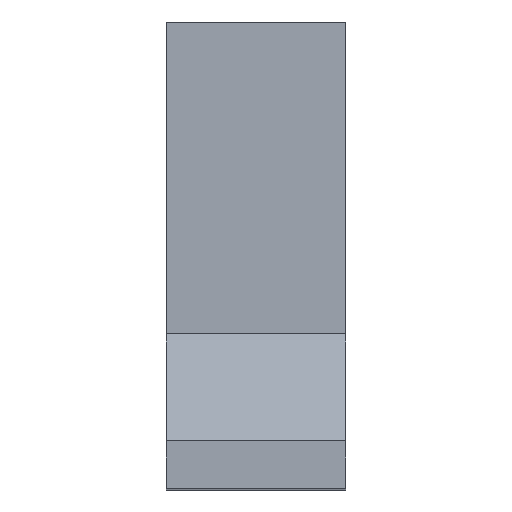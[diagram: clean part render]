
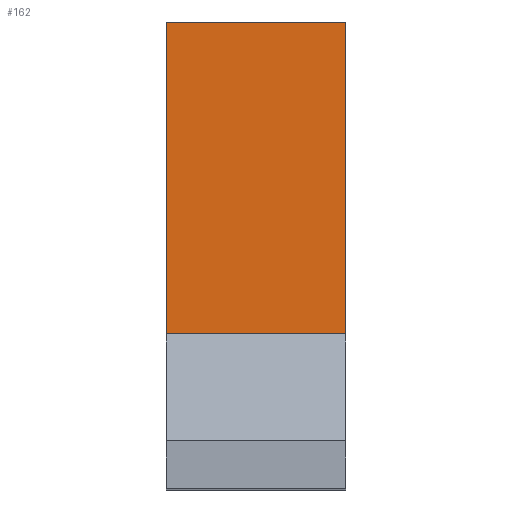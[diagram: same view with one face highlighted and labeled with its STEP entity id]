
A CAD part, top view. The second image highlights one B-rep face of the part: STEP entity #162.
In plain terms, the highlighted planar face has unit normal (0, 0, 1).
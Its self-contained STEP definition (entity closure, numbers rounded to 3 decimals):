
#16=FACE_OUTER_BOUND('',#25,.T.);
#25=EDGE_LOOP('',(#114,#115,#116,#117));
#34=LINE('',#240,#55);
#37=LINE('',#246,#58);
#38=LINE('',#248,#59);
#39=LINE('',#249,#60);
#55=VECTOR('',#198,10.);
#58=VECTOR('',#203,10.);
#59=VECTOR('',#204,10.);
#60=VECTOR('',#205,10.);
#76=VERTEX_POINT('',#237);
#77=VERTEX_POINT('',#239);
#79=VERTEX_POINT('',#245);
#80=VERTEX_POINT('',#247);
#90=EDGE_CURVE('',#76,#77,#34,.T.);
#93=EDGE_CURVE('',#76,#79,#37,.T.);
#94=EDGE_CURVE('',#80,#79,#38,.T.);
#95=EDGE_CURVE('',#77,#80,#39,.T.);
#114=ORIENTED_EDGE('',*,*,#90,.F.);
#115=ORIENTED_EDGE('',*,*,#93,.T.);
#116=ORIENTED_EDGE('',*,*,#94,.F.);
#117=ORIENTED_EDGE('',*,*,#95,.F.);
#153=PLANE('',#185);
#162=ADVANCED_FACE('',(#16),#153,.T.);
#185=AXIS2_PLACEMENT_3D('',#244,#201,#202);
#198=DIRECTION('',(-1.,0.,0.));
#201=DIRECTION('center_axis',(0.,0.,1.));
#202=DIRECTION('ref_axis',(1.,0.,0.));
#203=DIRECTION('',(0.,1.,0.));
#204=DIRECTION('',(1.,0.,0.));
#205=DIRECTION('',(0.,1.,0.));
#237=CARTESIAN_POINT('',(0.,13.,-61.));
#239=CARTESIAN_POINT('',(-15.,13.,-61.));
#240=CARTESIAN_POINT('',(-11.25,13.,-61.));
#244=CARTESIAN_POINT('Origin',(-15.,4.,-61.));
#245=CARTESIAN_POINT('',(0.,39.,-61.));
#246=CARTESIAN_POINT('',(0.,4.,-61.));
#247=CARTESIAN_POINT('',(-15.,39.,-61.));
#248=CARTESIAN_POINT('',(0.,39.,-61.));
#249=CARTESIAN_POINT('',(-15.,4.,-61.));
